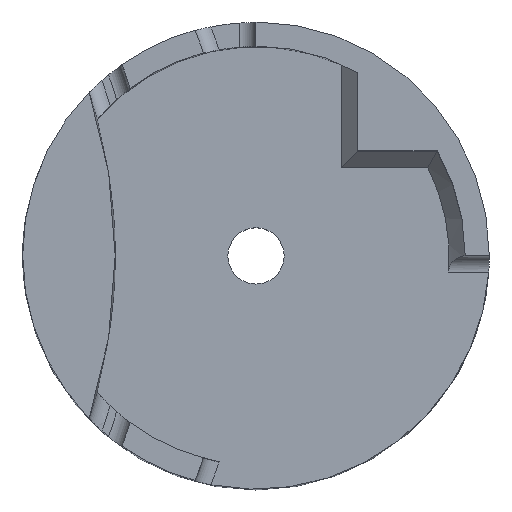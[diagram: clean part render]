
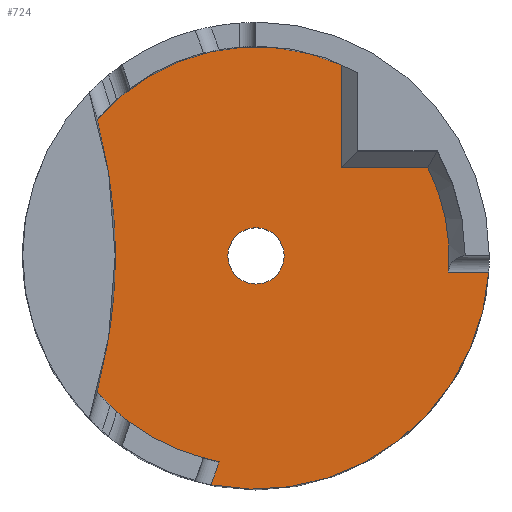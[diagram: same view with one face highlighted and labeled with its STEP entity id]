
A CAD part, top view. The second image highlights one B-rep face of the part: STEP entity #724.
In plain terms, the highlighted planar face has unit normal (0, 0, 1).
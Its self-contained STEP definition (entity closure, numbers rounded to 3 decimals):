
#40=FACE_BOUND('',#207,.T.);
#44=LINE('',#1090,#84);
#48=LINE('',#1099,#88);
#63=LINE('',#1388,#103);
#84=VECTOR('',#850,10.);
#88=VECTOR('',#858,10.);
#103=VECTOR('',#953,10.);
#131=PLANE('',#795);
#161=FACE_OUTER_BOUND('',#206,.T.);
#206=EDGE_LOOP('',(#566,#567,#568,#569,#570,#571,#572,#573,#574));
#207=EDGE_LOOP('',(#575));
#253=CIRCLE('',#750,24.);
#265=CIRCLE('',#772,65.);
#273=CIRCLE('',#785,82.);
#279=CIRCLE('',#796,26.);
#280=CIRCLE('',#797,26.);
#281=CIRCLE('',#798,29.);
#282=CIRCLE('',#799,3.5);
#301=VERTEX_POINT('',#1066);
#302=VERTEX_POINT('',#1067);
#305=VERTEX_POINT('',#1089);
#308=VERTEX_POINT('',#1097);
#325=VERTEX_POINT('',#1185);
#326=VERTEX_POINT('',#1187);
#340=VERTEX_POINT('',#1318);
#343=VERTEX_POINT('',#1334);
#350=VERTEX_POINT('',#1387);
#352=VERTEX_POINT('',#1405);
#373=EDGE_CURVE('',#301,#302,#253,.T.);
#377=EDGE_CURVE('',#305,#301,#44,.T.);
#382=EDGE_CURVE('',#308,#305,#48,.T.);
#404=EDGE_CURVE('',#326,#325,#265,.T.);
#426=EDGE_CURVE('',#343,#340,#273,.T.);
#436=EDGE_CURVE('',#302,#350,#63,.T.);
#439=EDGE_CURVE('',#308,#326,#279,.T.);
#440=EDGE_CURVE('',#325,#340,#280,.T.);
#441=EDGE_CURVE('',#343,#350,#281,.T.);
#442=EDGE_CURVE('',#352,#352,#282,.T.);
#566=ORIENTED_EDGE('',*,*,#382,.F.);
#567=ORIENTED_EDGE('',*,*,#439,.T.);
#568=ORIENTED_EDGE('',*,*,#404,.T.);
#569=ORIENTED_EDGE('',*,*,#440,.T.);
#570=ORIENTED_EDGE('',*,*,#426,.F.);
#571=ORIENTED_EDGE('',*,*,#441,.T.);
#572=ORIENTED_EDGE('',*,*,#436,.F.);
#573=ORIENTED_EDGE('',*,*,#373,.F.);
#574=ORIENTED_EDGE('',*,*,#377,.F.);
#575=ORIENTED_EDGE('',*,*,#442,.T.);
#724=ADVANCED_FACE('',(#161,#40),#131,.T.);
#750=AXIS2_PLACEMENT_3D('',#1068,#844,#845);
#772=AXIS2_PLACEMENT_3D('',#1188,#900,#901);
#785=AXIS2_PLACEMENT_3D('',#1347,#931,#932);
#795=AXIS2_PLACEMENT_3D('',#1401,#955,#956);
#796=AXIS2_PLACEMENT_3D('',#1402,#957,#958);
#797=AXIS2_PLACEMENT_3D('',#1403,#959,#960);
#798=AXIS2_PLACEMENT_3D('',#1404,#961,#962);
#799=AXIS2_PLACEMENT_3D('',#1406,#963,#964);
#844=DIRECTION('center_axis',(0.,0.,-1.));
#845=DIRECTION('ref_axis',(1.,0.,0.));
#850=DIRECTION('',(1.,0.,0.));
#858=DIRECTION('',(0.,-1.,0.));
#900=DIRECTION('center_axis',(0.,0.,-1.));
#901=DIRECTION('ref_axis',(1.,0.,0.));
#931=DIRECTION('center_axis',(0.,0.,1.));
#932=DIRECTION('ref_axis',(0.943,-0.332,0.));
#953=DIRECTION('',(1.,0.,0.));
#955=DIRECTION('center_axis',(0.,0.,1.));
#956=DIRECTION('ref_axis',(1.,0.,0.));
#957=DIRECTION('center_axis',(0.,0.,1.));
#958=DIRECTION('ref_axis',(1.,0.,0.));
#959=DIRECTION('center_axis',(0.,0.,1.));
#960=DIRECTION('ref_axis',(1.,0.,0.));
#961=DIRECTION('center_axis',(0.,0.,1.));
#962=DIRECTION('ref_axis',(1.,0.,0.));
#963=DIRECTION('center_axis',(0.,0.,-1.));
#964=DIRECTION('ref_axis',(1.,0.,0.));
#1066=CARTESIAN_POINT('',(21.331,11.,54.));
#1067=CARTESIAN_POINT('',(23.917,-2.,54.));
#1068=CARTESIAN_POINT('Origin',(0.,0.,54.));
#1089=CARTESIAN_POINT('',(10.628,11.,54.));
#1090=CARTESIAN_POINT('',(6.314,11.,54.));
#1097=CARTESIAN_POINT('',(10.628,23.728,54.));
#1099=CARTESIAN_POINT('',(10.628,11.364,54.));
#1185=CARTESIAN_POINT('',(-19.741,-16.92,54.));
#1187=CARTESIAN_POINT('',(-19.741,16.92,54.));
#1188=CARTESIAN_POINT('Origin',(-82.5,0.,54.));
#1318=CARTESIAN_POINT('',(-4.595,-25.591,54.));
#1334=CARTESIAN_POINT('',(-5.595,-28.455,54.));
#1347=CARTESIAN_POINT('Origin',(-82.5,0.,54.));
#1387=CARTESIAN_POINT('',(28.931,-2.,54.));
#1388=CARTESIAN_POINT('',(13.,-2.,54.));
#1401=CARTESIAN_POINT('Origin',(0.,0.,54.));
#1402=CARTESIAN_POINT('Origin',(0.,0.,54.));
#1403=CARTESIAN_POINT('Origin',(0.,0.,54.));
#1404=CARTESIAN_POINT('Origin',(0.,0.,54.));
#1405=CARTESIAN_POINT('',(-3.5,0.,54.));
#1406=CARTESIAN_POINT('Origin',(0.,0.,54.));
